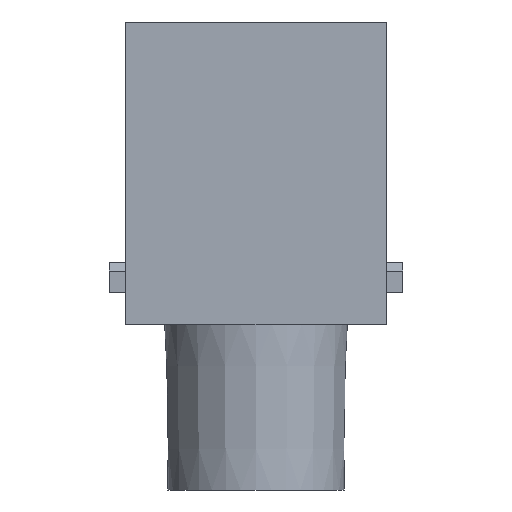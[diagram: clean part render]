
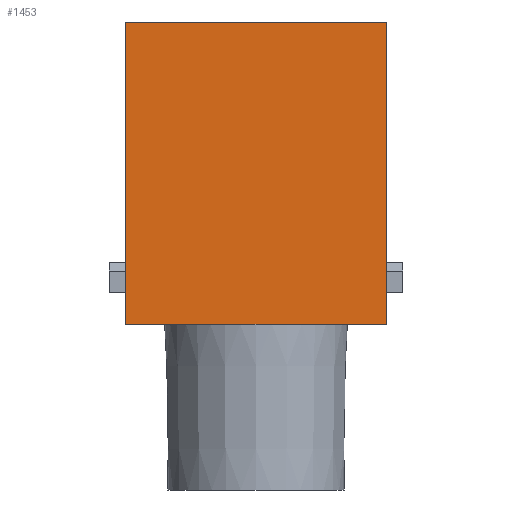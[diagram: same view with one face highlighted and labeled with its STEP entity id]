
A CAD part, left-side view. The second image highlights one B-rep face of the part: STEP entity #1453.
In plain terms, the highlighted planar face has unit normal (-1, 0, 0).
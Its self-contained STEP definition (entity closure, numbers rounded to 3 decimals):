
#1287=FACE_OUTER_BOUND('',#1916,.T.);
#1453=ADVANCED_FACE('',(#1287),#1654,.F.);
#1654=PLANE('',#5735);
#1916=EDGE_LOOP('',(#2220,#2221,#2222,#2223));
#2220=ORIENTED_EDGE('',*,*,#3556,.F.);
#2221=ORIENTED_EDGE('',*,*,#3557,.F.);
#2222=ORIENTED_EDGE('',*,*,#3558,.T.);
#2223=ORIENTED_EDGE('',*,*,#3559,.T.);
#3212=VERTEX_POINT('',#7316);
#3213=VERTEX_POINT('',#7317);
#3214=VERTEX_POINT('',#7319);
#3215=VERTEX_POINT('',#7321);
#3556=EDGE_CURVE('',#3212,#3213,#4449,.T.);
#3557=EDGE_CURVE('',#3214,#3212,#4450,.T.);
#3558=EDGE_CURVE('',#3214,#3215,#4451,.T.);
#3559=EDGE_CURVE('',#3215,#3213,#4452,.T.);
#4449=LINE('',#7315,#4955);
#4450=LINE('',#7318,#4956);
#4451=LINE('',#7320,#4957);
#4452=LINE('',#7322,#4958);
#4955=VECTOR('',#6151,1.);
#4956=VECTOR('',#6152,1.);
#4957=VECTOR('',#6153,1.);
#4958=VECTOR('',#6154,1.);
#5735=AXIS2_PLACEMENT_3D('',#7323,#6155,#6156);
#6151=DIRECTION('',(0.,0.,1.));
#6152=DIRECTION('',(0.,1.,0.));
#6153=DIRECTION('',(0.,0.,1.));
#6154=DIRECTION('',(0.,1.,0.));
#6155=DIRECTION('',(1.,0.,0.));
#6156=DIRECTION('',(0.,0.,1.));
#7315=CARTESIAN_POINT('',(-7.325,15.15,3.5));
#7316=CARTESIAN_POINT('',(-7.325,15.15,-3.7));
#7317=CARTESIAN_POINT('',(-7.325,15.15,31.5));
#7318=CARTESIAN_POINT('',(-7.325,-15.15,-3.7));
#7319=CARTESIAN_POINT('',(-7.325,-15.15,-3.7));
#7320=CARTESIAN_POINT('',(-7.325,-15.15,3.5));
#7321=CARTESIAN_POINT('',(-7.325,-15.15,31.5));
#7322=CARTESIAN_POINT('',(-7.325,-15.15,31.5));
#7323=CARTESIAN_POINT('',(-7.325,-15.15,3.5));
